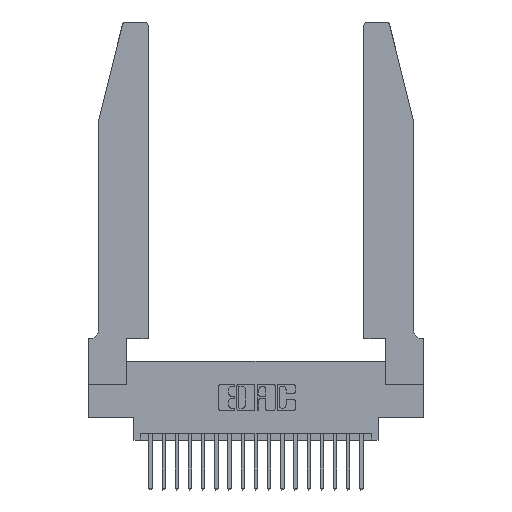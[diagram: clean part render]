
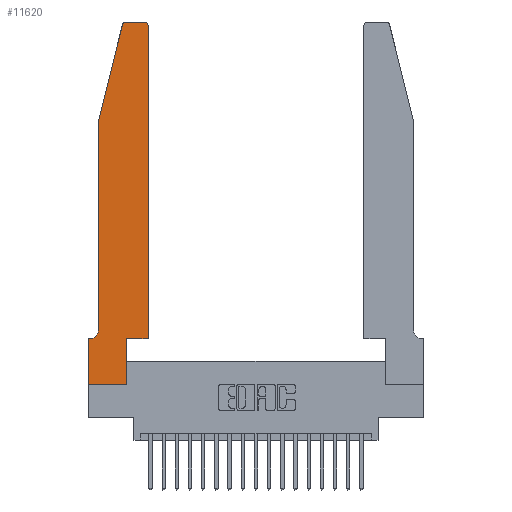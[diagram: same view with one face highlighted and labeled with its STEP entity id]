
A CAD part, top view. The second image highlights one B-rep face of the part: STEP entity #11620.
In plain terms, the highlighted planar face has unit normal (0, 0, 1).
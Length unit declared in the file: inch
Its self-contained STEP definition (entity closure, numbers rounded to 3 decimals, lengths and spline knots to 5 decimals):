
#234 = EDGE_CURVE ( 'NONE', #1934, #16071, #4090, .T. ) ;
#394 = VERTEX_POINT ( 'NONE', #4569 ) ;
#454 = AXIS2_PLACEMENT_3D ( 'NONE', #14558, #4605, #16216 ) ;
#559 = ORIENTED_EDGE ( 'NONE', *, *, #12886, .T. ) ;
#1015 = DIRECTION ( 'NONE',  ( 0., 1., 0. ) ) ;
#1074 = CARTESIAN_POINT ( 'NONE',  ( 0., 0., 0.37 ) ) ;
#1464 = ORIENTED_EDGE ( 'NONE', *, *, #2342, .T. ) ;
#1575 = DIRECTION ( 'NONE',  ( 1., 0., 0. ) ) ;
#1653 = VERTEX_POINT ( 'NONE', #18206 ) ;
#1891 = DIRECTION ( 'NONE',  ( -1., 0., 0. ) ) ;
#1934 = VERTEX_POINT ( 'NONE', #13967 ) ;
#2053 = VECTOR ( 'NONE', #19964, 39.37008 ) ;
#2342 = EDGE_CURVE ( 'NONE', #11741, #12149, #14744, .T. ) ;
#2465 = CIRCLE ( 'NONE', #454, 0.07 ) ;
#2829 = DIRECTION ( 'NONE',  ( -0.239, -0.971, 0. ) ) ;
#2957 = ORIENTED_EDGE ( 'NONE', *, *, #4359, .T. ) ;
#3261 = CARTESIAN_POINT ( 'NONE',  ( 0.4505, 2.72, 0.37 ) ) ;
#3325 = AXIS2_PLACEMENT_3D ( 'NONE', #16557, #16994, #5807 ) ;
#3406 = VECTOR ( 'NONE', #1015, 39.37008 ) ;
#3537 = ORIENTED_EDGE ( 'NONE', *, *, #19974, .T. ) ;
#3611 = CIRCLE ( 'NONE', #10849, 0.03 ) ;
#4090 = CIRCLE ( 'NONE', #3325, 0.03 ) ;
#4359 = EDGE_CURVE ( 'NONE', #16071, #15099, #5651, .T. ) ;
#4569 = CARTESIAN_POINT ( 'NONE',  ( 0.4505, 0.35, 0.37 ) ) ;
#4605 = DIRECTION ( 'NONE',  ( 0., 0., -1. ) ) ;
#5044 = ORIENTED_EDGE ( 'NONE', *, *, #8756, .T. ) ;
#5168 = CARTESIAN_POINT ( 'NONE',  ( 0.2865, 0.35, 0.37 ) ) ;
#5201 = VERTEX_POINT ( 'NONE', #3261 ) ;
#5485 = CARTESIAN_POINT ( 'NONE',  ( 0.0055, 0.35, 0.37 ) ) ;
#5651 = LINE ( 'NONE', #14343, #10058 ) ;
#5807 = DIRECTION ( 'NONE',  ( 1., 0., 0. ) ) ;
#6413 = EDGE_CURVE ( 'NONE', #394, #5201, #20994, .T. ) ;
#6468 = VECTOR ( 'NONE', #1575, 39.37008 ) ;
#6670 = DIRECTION ( 'NONE',  ( -1., 0., 0. ) ) ;
#6827 = AXIS2_PLACEMENT_3D ( 'NONE', #12821, #7898, #19382 ) ;
#6948 = DIRECTION ( 'NONE',  ( 0., 1., 0. ) ) ;
#7102 = CARTESIAN_POINT ( 'NONE',  ( 0.4205, 2.72, 0.37 ) ) ;
#7657 = VERTEX_POINT ( 'NONE', #21435 ) ;
#7898 = DIRECTION ( 'NONE',  ( 0., 0., 1. ) ) ;
#8063 = EDGE_CURVE ( 'NONE', #1653, #11741, #9283, .T. ) ;
#8148 = CARTESIAN_POINT ( 'NONE',  ( 0.4505, 0.35, 0.37 ) ) ;
#8756 = EDGE_CURVE ( 'NONE', #8947, #1653, #20549, .T. ) ;
#8768 = DIRECTION ( 'NONE',  ( 1., 0., 0. ) ) ;
#8947 = VERTEX_POINT ( 'NONE', #5485 ) ;
#9232 = LINE ( 'NONE', #5168, #9729 ) ;
#9283 = LINE ( 'NONE', #1074, #12146 ) ;
#9319 = CARTESIAN_POINT ( 'NONE',  ( 0.2865, 0., 0.37 ) ) ;
#9709 = LINE ( 'NONE', #8148, #18481 ) ;
#9729 = VECTOR ( 'NONE', #6948, 39.37008 ) ;
#10058 = VECTOR ( 'NONE', #2829, 39.37008 ) ;
#10486 = CARTESIAN_POINT ( 'NONE',  ( 0.4205, 2.75, 0.37 ) ) ;
#10849 = AXIS2_PLACEMENT_3D ( 'NONE', #7102, #18613, #8768 ) ;
#10900 = ORIENTED_EDGE ( 'NONE', *, *, #8063, .T. ) ;
#10975 = ORIENTED_EDGE ( 'NONE', *, *, #20373, .T. ) ;
#11226 = VECTOR ( 'NONE', #1891, 39.37008 ) ;
#11315 = CARTESIAN_POINT ( 'NONE',  ( 0.0755, 2., 0.37 ) ) ;
#11620 = ADVANCED_FACE ( 'NONE', ( #17136 ), #17776, .T. ) ;
#11741 = VERTEX_POINT ( 'NONE', #13100 ) ;
#11953 = EDGE_CURVE ( 'NONE', #5201, #11984, #3611, .T. ) ;
#11984 = VERTEX_POINT ( 'NONE', #10486 ) ;
#12146 = VECTOR ( 'NONE', #12930, 39.37008 ) ;
#12149 = VERTEX_POINT ( 'NONE', #9319 ) ;
#12821 = CARTESIAN_POINT ( 'NONE',  ( 0., 0.35, 0.37 ) ) ;
#12886 = EDGE_CURVE ( 'NONE', #17632, #8947, #2465, .T. ) ;
#12930 = DIRECTION ( 'NONE',  ( 0., -1., 0. ) ) ;
#13100 = CARTESIAN_POINT ( 'NONE',  ( 0., 0., 0.37 ) ) ;
#13378 = CARTESIAN_POINT ( 'NONE',  ( 0., 0., 0.37 ) ) ;
#13643 = CARTESIAN_POINT ( 'NONE',  ( 0.2605, 2.75, 0.37 ) ) ;
#13967 = CARTESIAN_POINT ( 'NONE',  ( 0.284, 2.75, 0.37 ) ) ;
#14303 = ORIENTED_EDGE ( 'NONE', *, *, #11953, .T. ) ;
#14343 = CARTESIAN_POINT ( 'NONE',  ( 0.0755, 2., 0.37 ) ) ;
#14558 = CARTESIAN_POINT ( 'NONE',  ( 0.0055, 0.42, 0.37 ) ) ;
#14744 = LINE ( 'NONE', #13378, #6468 ) ;
#14833 = EDGE_CURVE ( 'NONE', #11984, #1934, #19420, .T. ) ;
#15099 = VERTEX_POINT ( 'NONE', #11315 ) ;
#16071 = VERTEX_POINT ( 'NONE', #16140 ) ;
#16089 = CARTESIAN_POINT ( 'NONE',  ( 0.4505, 0.35, 0.37 ) ) ;
#16140 = CARTESIAN_POINT ( 'NONE',  ( 0.25487, 2.72718, 0.37 ) ) ;
#16206 = VECTOR ( 'NONE', #6670, 39.37008 ) ;
#16216 = DIRECTION ( 'NONE',  ( -1., 0., 0. ) ) ;
#16552 = CARTESIAN_POINT ( 'NONE',  ( 0.0755, 0.35, 0.37 ) ) ;
#16557 = CARTESIAN_POINT ( 'NONE',  ( 0.284, 2.72, 0.37 ) ) ;
#16994 = DIRECTION ( 'NONE',  ( 0., 0., 1. ) ) ;
#17136 = FACE_OUTER_BOUND ( 'NONE', #21462, .T. ) ;
#17632 = VERTEX_POINT ( 'NONE', #20062 ) ;
#17776 = PLANE ( 'NONE',  #6827 ) ;
#18206 = CARTESIAN_POINT ( 'NONE',  ( 0., 0.35, 0.37 ) ) ;
#18300 = ORIENTED_EDGE ( 'NONE', *, *, #234, .T. ) ;
#18481 = VECTOR ( 'NONE', #19630, 39.37008 ) ;
#18613 = DIRECTION ( 'NONE',  ( 0., 0., 1. ) ) ;
#19367 = EDGE_CURVE ( 'NONE', #15099, #17632, #20253, .T. ) ;
#19382 = DIRECTION ( 'NONE',  ( 1., 0., 0. ) ) ;
#19420 = LINE ( 'NONE', #13643, #11226 ) ;
#19630 = DIRECTION ( 'NONE',  ( 1., 0., 0. ) ) ;
#19964 = DIRECTION ( 'NONE',  ( 0., -1., 0. ) ) ;
#19974 = EDGE_CURVE ( 'NONE', #12149, #7657, #9232, .T. ) ;
#20051 = ORIENTED_EDGE ( 'NONE', *, *, #14833, .T. ) ;
#20062 = CARTESIAN_POINT ( 'NONE',  ( 0.0755, 0.42, 0.37 ) ) ;
#20253 = LINE ( 'NONE', #21542, #2053 ) ;
#20373 = EDGE_CURVE ( 'NONE', #7657, #394, #9709, .T. ) ;
#20452 = ORIENTED_EDGE ( 'NONE', *, *, #6413, .T. ) ;
#20549 = LINE ( 'NONE', #16552, #16206 ) ;
#20994 = LINE ( 'NONE', #16089, #3406 ) ;
#21194 = ORIENTED_EDGE ( 'NONE', *, *, #19367, .T. ) ;
#21435 = CARTESIAN_POINT ( 'NONE',  ( 0.2865, 0.35, 0.37 ) ) ;
#21462 = EDGE_LOOP ( 'NONE', ( #20051, #18300, #2957, #21194, #559, #5044, #10900, #1464, #3537, #10975, #20452, #14303 ) ) ;
#21542 = CARTESIAN_POINT ( 'NONE',  ( 0.0755, 2., 0.37 ) ) ;
